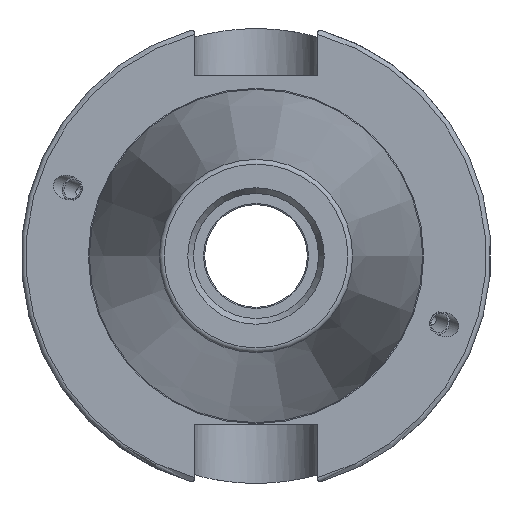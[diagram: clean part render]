
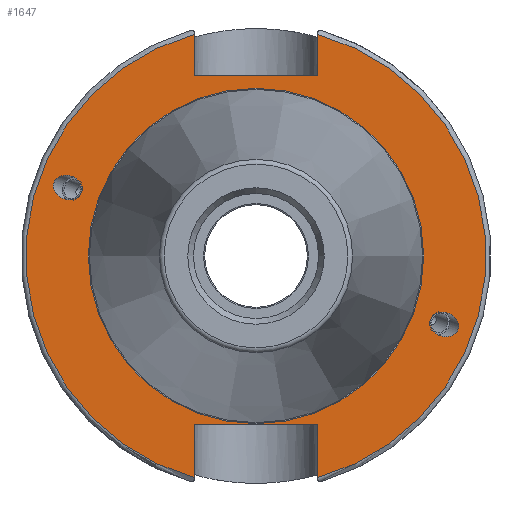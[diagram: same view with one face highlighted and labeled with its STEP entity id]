
A CAD part, left-side view. The second image highlights one B-rep face of the part: STEP entity #1647.
In plain terms, the highlighted planar face has unit normal (-1, 0, 0).
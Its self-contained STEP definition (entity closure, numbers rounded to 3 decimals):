
#34=ELLIPSE('',#1783,3.052,2.5);
#35=ELLIPSE('',#1817,3.052,2.5);
#49=PLANE('',#1827);
#100=FACE_BOUND('',#475,.T.);
#101=FACE_BOUND('',#476,.T.);
#102=FACE_BOUND('',#477,.T.);
#158=LINE('',#3291,#249);
#159=LINE('',#3295,#250);
#160=LINE('',#3297,#251);
#161=LINE('',#3299,#252);
#162=LINE('',#3303,#253);
#163=LINE('',#3304,#254);
#249=VECTOR('',#2181,10.);
#250=VECTOR('',#2184,10.);
#251=VECTOR('',#2185,10.);
#252=VECTOR('',#2186,10.);
#253=VECTOR('',#2189,10.);
#254=VECTOR('',#2190,10.);
#368=FACE_OUTER_BOUND('',#474,.T.);
#474=EDGE_LOOP('',(#1355,#1356,#1357,#1358,#1359,#1360,#1361,#1362));
#475=EDGE_LOOP('',(#1363));
#476=EDGE_LOOP('',(#1364));
#477=EDGE_LOOP('',(#1365));
#583=CIRCLE('',#1825,35.125);
#585=CIRCLE('',#1828,48.213);
#586=CIRCLE('',#1829,48.213);
#739=VERTEX_POINT('',#3010);
#777=VERTEX_POINT('',#3269);
#782=VERTEX_POINT('',#3284);
#783=VERTEX_POINT('',#3289);
#784=VERTEX_POINT('',#3290);
#785=VERTEX_POINT('',#3292);
#786=VERTEX_POINT('',#3294);
#787=VERTEX_POINT('',#3296);
#788=VERTEX_POINT('',#3298);
#789=VERTEX_POINT('',#3300);
#790=VERTEX_POINT('',#3302);
#935=EDGE_CURVE('',#739,#739,#34,.T.);
#986=EDGE_CURVE('',#777,#777,#35,.T.);
#993=EDGE_CURVE('',#782,#782,#583,.T.);
#995=EDGE_CURVE('',#783,#784,#158,.T.);
#996=EDGE_CURVE('',#785,#784,#585,.T.);
#997=EDGE_CURVE('',#785,#786,#159,.T.);
#998=EDGE_CURVE('',#786,#787,#160,.T.);
#999=EDGE_CURVE('',#787,#788,#161,.T.);
#1000=EDGE_CURVE('',#789,#788,#586,.T.);
#1001=EDGE_CURVE('',#789,#790,#162,.T.);
#1002=EDGE_CURVE('',#790,#783,#163,.T.);
#1355=ORIENTED_EDGE('',*,*,#995,.T.);
#1356=ORIENTED_EDGE('',*,*,#996,.F.);
#1357=ORIENTED_EDGE('',*,*,#997,.T.);
#1358=ORIENTED_EDGE('',*,*,#998,.T.);
#1359=ORIENTED_EDGE('',*,*,#999,.T.);
#1360=ORIENTED_EDGE('',*,*,#1000,.F.);
#1361=ORIENTED_EDGE('',*,*,#1001,.T.);
#1362=ORIENTED_EDGE('',*,*,#1002,.T.);
#1363=ORIENTED_EDGE('',*,*,#935,.T.);
#1364=ORIENTED_EDGE('',*,*,#986,.T.);
#1365=ORIENTED_EDGE('',*,*,#993,.F.);
#1647=ADVANCED_FACE('',(#368,#100,#101,#102),#49,.T.);
#1783=AXIS2_PLACEMENT_3D('',#3012,#2073,#2074);
#1817=AXIS2_PLACEMENT_3D('',#3271,#2157,#2158);
#1825=AXIS2_PLACEMENT_3D('',#3286,#2175,#2176);
#1827=AXIS2_PLACEMENT_3D('',#3288,#2179,#2180);
#1828=AXIS2_PLACEMENT_3D('',#3293,#2182,#2183);
#1829=AXIS2_PLACEMENT_3D('',#3301,#2187,#2188);
#2073=DIRECTION('center_axis',(1.,0.,0.));
#2074=DIRECTION('ref_axis',(0.,-0.94,-0.342));
#2157=DIRECTION('center_axis',(1.,0.,0.));
#2158=DIRECTION('ref_axis',(0.,0.94,0.342));
#2175=DIRECTION('center_axis',(-1.,0.,0.));
#2176=DIRECTION('ref_axis',(0.,-1.,0.));
#2179=DIRECTION('center_axis',(-1.,0.,0.));
#2180=DIRECTION('ref_axis',(0.,0.,1.));
#2181=DIRECTION('',(0.,0.,-1.));
#2182=DIRECTION('center_axis',(1.,0.,0.));
#2183=DIRECTION('ref_axis',(0.,-1.,0.));
#2184=DIRECTION('',(0.,0.,-1.));
#2185=DIRECTION('',(0.,1.,0.));
#2186=DIRECTION('',(0.,0.,1.));
#2187=DIRECTION('center_axis',(1.,0.,0.));
#2188=DIRECTION('ref_axis',(0.,1.,0.));
#2189=DIRECTION('',(0.,0.,1.));
#2190=DIRECTION('',(0.,-1.,0.));
#3010=CARTESIAN_POINT('',(3.175,-36.599,-13.321));
#3012=CARTESIAN_POINT('Origin',(3.175,-39.467,-14.365));
#3269=CARTESIAN_POINT('',(3.175,36.599,13.321));
#3271=CARTESIAN_POINT('Origin',(3.175,39.467,14.365));
#3284=CARTESIAN_POINT('',(3.175,0.,35.125));
#3286=CARTESIAN_POINT('Origin',(3.175,0.,0.));
#3288=CARTESIAN_POINT('Origin',(3.175,49.213,0.));
#3289=CARTESIAN_POINT('',(3.175,-12.95,-35.306));
#3290=CARTESIAN_POINT('',(3.175,-12.95,-46.441));
#3291=CARTESIAN_POINT('',(3.175,-12.95,-17.653));
#3292=CARTESIAN_POINT('',(3.175,-12.95,46.441));
#3293=CARTESIAN_POINT('Origin',(3.175,0.,0.));
#3294=CARTESIAN_POINT('',(3.175,-12.95,37.719));
#3295=CARTESIAN_POINT('',(3.175,-12.95,18.86));
#3296=CARTESIAN_POINT('',(3.175,12.95,37.719));
#3297=CARTESIAN_POINT('',(3.175,24.606,37.719));
#3298=CARTESIAN_POINT('',(3.175,12.95,46.441));
#3299=CARTESIAN_POINT('',(3.175,12.95,18.86));
#3300=CARTESIAN_POINT('',(3.175,12.95,-46.441));
#3301=CARTESIAN_POINT('Origin',(3.175,0.,0.));
#3302=CARTESIAN_POINT('',(3.175,12.95,-35.306));
#3303=CARTESIAN_POINT('',(3.175,12.95,-17.653));
#3304=CARTESIAN_POINT('',(3.175,24.606,-35.306));
